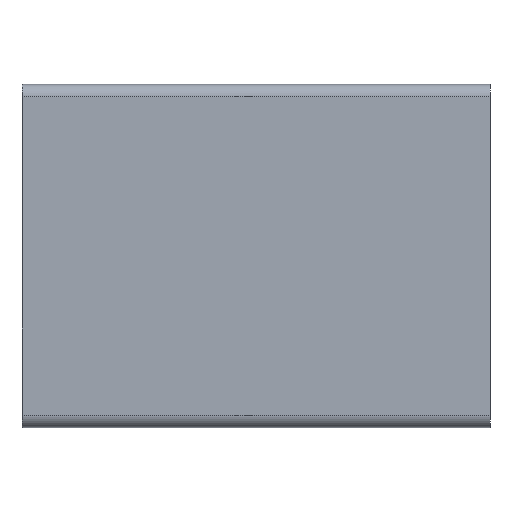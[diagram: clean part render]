
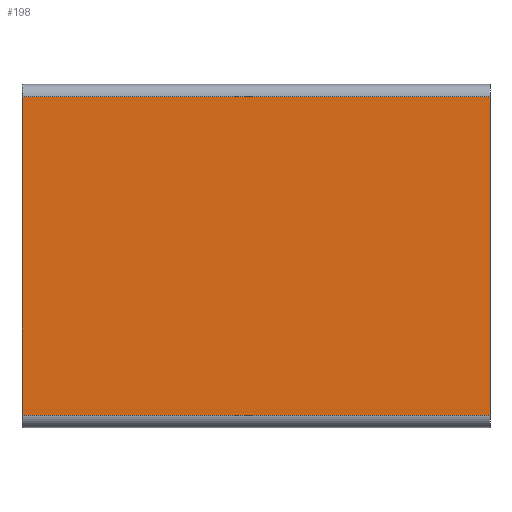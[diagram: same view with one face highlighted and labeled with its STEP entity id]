
A CAD part, top view. The second image highlights one B-rep face of the part: STEP entity #198.
In plain terms, the highlighted planar face has unit normal (0, 0, 1).
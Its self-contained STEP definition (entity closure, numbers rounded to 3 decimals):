
#32 = VERTEX_POINT('',#33);
#33 = CARTESIAN_POINT('',(-37.5,25.5,10.));
#40 = EDGE_CURVE('',#32,#41,#43,.T.);
#41 = VERTEX_POINT('',#42);
#42 = CARTESIAN_POINT('',(-37.5,-25.5,10.));
#43 = LINE('',#44,#45);
#44 = CARTESIAN_POINT('',(-37.5,27.5,10.));
#45 = VECTOR('',#46,1.);
#46 = DIRECTION('',(0.,-1.,0.));
#154 = VERTEX_POINT('',#155);
#155 = CARTESIAN_POINT('',(37.5,25.5,10.));
#162 = EDGE_CURVE('',#154,#32,#163,.T.);
#163 = LINE('',#164,#165);
#164 = CARTESIAN_POINT('',(37.5,25.5,10.));
#165 = VECTOR('',#166,1.);
#166 = DIRECTION('',(-1.,0.,0.));
#198 = ADVANCED_FACE('',(#199),#217,.T.);
#199 = FACE_BOUND('',#200,.T.);
#200 = EDGE_LOOP('',(#201,#202,#210,#216));
#201 = ORIENTED_EDGE('',*,*,#40,.T.);
#202 = ORIENTED_EDGE('',*,*,#203,.T.);
#203 = EDGE_CURVE('',#41,#204,#206,.T.);
#204 = VERTEX_POINT('',#205);
#205 = CARTESIAN_POINT('',(37.5,-25.5,10.));
#206 = LINE('',#207,#208);
#207 = CARTESIAN_POINT('',(-37.5,-25.5,10.));
#208 = VECTOR('',#209,1.);
#209 = DIRECTION('',(1.,0.,0.));
#210 = ORIENTED_EDGE('',*,*,#211,.T.);
#211 = EDGE_CURVE('',#204,#154,#212,.T.);
#212 = LINE('',#213,#214);
#213 = CARTESIAN_POINT('',(37.5,-27.5,10.));
#214 = VECTOR('',#215,1.);
#215 = DIRECTION('',(0.,1.,0.));
#216 = ORIENTED_EDGE('',*,*,#162,.T.);
#217 = PLANE('',#218);
#218 = AXIS2_PLACEMENT_3D('',#219,#220,#221);
#219 = CARTESIAN_POINT('',(0.,0.,10.));
#220 = DIRECTION('',(0.,0.,1.));
#221 = DIRECTION('',(1.,0.,0.));
